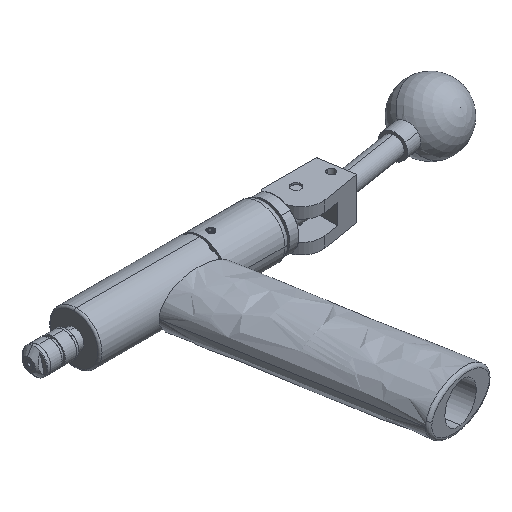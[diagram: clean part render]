
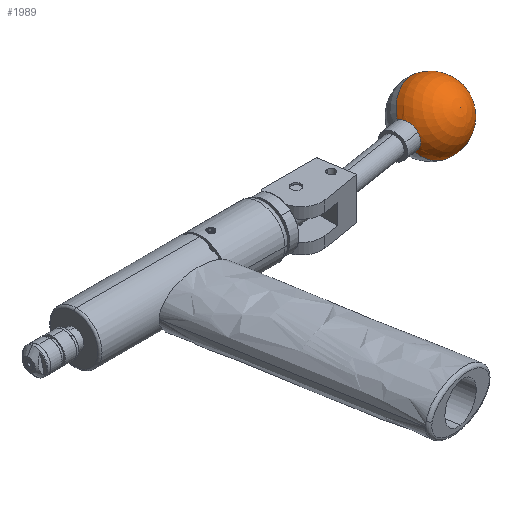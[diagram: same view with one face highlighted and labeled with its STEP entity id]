
A CAD part, isometric view. The second image highlights one B-rep face of the part: STEP entity #1989.
In plain terms, the highlighted spherical face has radius 15.875 mm.
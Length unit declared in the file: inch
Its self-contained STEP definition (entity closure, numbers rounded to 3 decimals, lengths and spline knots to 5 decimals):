
#294 = EDGE_CURVE ( 'NONE', #4626, #11973, #8968, .T. ) ;
#991 = CARTESIAN_POINT ( 'NONE',  ( 6.63337, -0.00981, 0.14627 ) ) ;
#1221 = CARTESIAN_POINT ( 'NONE',  ( 6.60165, 0.19044, 0. ) ) ;
#1250 = CARTESIAN_POINT ( 'NONE',  ( 7.16742, 0.28004, 0. ) ) ;
#1472 = DIRECTION ( 'NONE',  ( 0.127, -0.801, 0.585 ) ) ;
#1989 = ADVANCED_FACE ( 'NONE', ( #13421 ), #7393, .T. ) ;
#2608 = VERTEX_POINT ( 'NONE', #991 ) ;
#2933 = VERTEX_POINT ( 'NONE', #4686 ) ;
#3106 = AXIS2_PLACEMENT_3D ( 'NONE', #7656, #5253, #5563 ) ;
#3425 = AXIS2_PLACEMENT_3D ( 'NONE', #9805, #1472, #11048 ) ;
#4270 = CARTESIAN_POINT ( 'NONE',  ( 6.62453, 0.04597, -0.20274 ) ) ;
#4316 = EDGE_CURVE ( 'NONE', #4626, #2933, #6070, .T. ) ;
#4570 = ORIENTED_EDGE ( 'NONE', *, *, #12329, .T. ) ;
#4626 = VERTEX_POINT ( 'NONE', #12120 ) ;
#4686 = CARTESIAN_POINT ( 'NONE',  ( 6.57877, 0.3349, 0.20274 ) ) ;
#5021 = DIRECTION ( 'NONE',  ( 0.127, -0.801, 0.585 ) ) ;
#5238 = CARTESIAN_POINT ( 'NONE',  ( 7.16742, 0.28004, 0. ) ) ;
#5253 = DIRECTION ( 'NONE',  ( 0.988, 0.156, 0. ) ) ;
#5563 = DIRECTION ( 'NONE',  ( 0.127, -0.801, 0.585 ) ) ;
#5889 = ORIENTED_EDGE ( 'NONE', *, *, #294, .F. ) ;
#6031 = DIRECTION ( 'NONE',  ( 0.988, 0.156, 0. ) ) ;
#6070 = CIRCLE ( 'NONE', #13340, 0.625 ) ;
#6390 = CIRCLE ( 'NONE', #3106, 0.25 ) ;
#6912 = EDGE_LOOP ( 'NONE', ( #5889, #8867, #14343, #4570 ) ) ;
#7197 = CIRCLE ( 'NONE', #7958, 0.25 ) ;
#7393 = SPHERICAL_SURFACE ( 'NONE', #3425, 0.625 ) ;
#7656 = CARTESIAN_POINT ( 'NONE',  ( 6.60165, 0.19044, 0. ) ) ;
#7958 = AXIS2_PLACEMENT_3D ( 'NONE', #1221, #6031, #9395 ) ;
#8867 = ORIENTED_EDGE ( 'NONE', *, *, #4316, .T. ) ;
#8968 = CIRCLE ( 'NONE', #10189, 0.625 ) ;
#9270 = EDGE_CURVE ( 'NONE', #2933, #2608, #6390, .T. ) ;
#9395 = DIRECTION ( 'NONE',  ( 0.127, -0.801, 0.585 ) ) ;
#9805 = CARTESIAN_POINT ( 'NONE',  ( 7.16742, 0.28004, 0. ) ) ;
#10025 = DIRECTION ( 'NONE',  ( 0., -0.59, -0.808 ) ) ;
#10189 = AXIS2_PLACEMENT_3D ( 'NONE', #1250, #15583, #10817 ) ;
#10817 = DIRECTION ( 'NONE',  ( 0., 0.59, 0.808 ) ) ;
#11048 = DIRECTION ( 'NONE',  ( 0.092, -0.578, -0.811 ) ) ;
#11973 = VERTEX_POINT ( 'NONE', #4270 ) ;
#12120 = CARTESIAN_POINT ( 'NONE',  ( 7.78472, 0.37782, 0. ) ) ;
#12329 = EDGE_CURVE ( 'NONE', #2608, #11973, #7197, .T. ) ;
#13340 = AXIS2_PLACEMENT_3D ( 'NONE', #5238, #5021, #10025 ) ;
#13421 = FACE_OUTER_BOUND ( 'NONE', #6912, .T. ) ;
#14343 = ORIENTED_EDGE ( 'NONE', *, *, #9270, .T. ) ;
#15583 = DIRECTION ( 'NONE',  ( -0.127, 0.801, -0.585 ) ) ;
